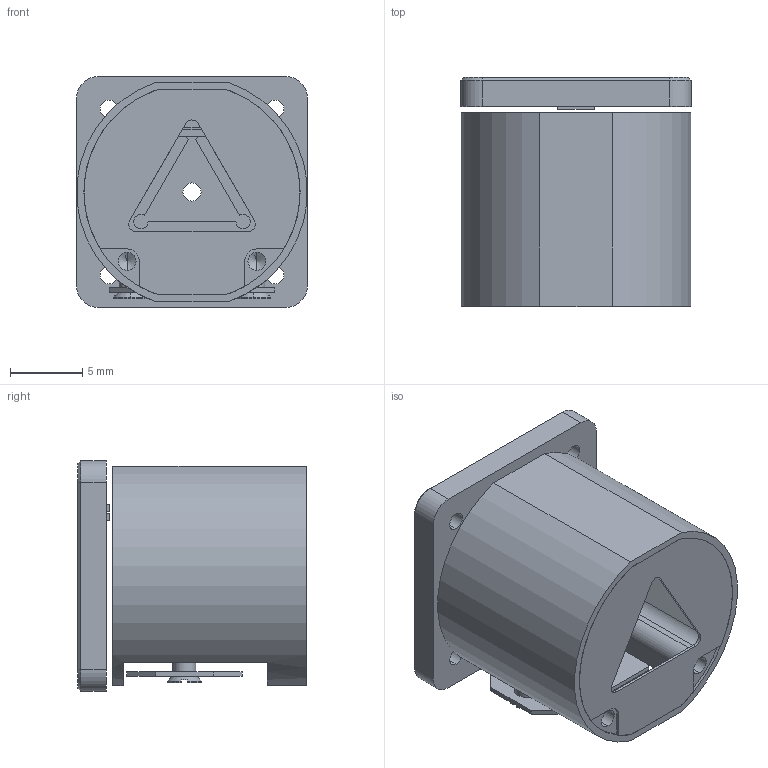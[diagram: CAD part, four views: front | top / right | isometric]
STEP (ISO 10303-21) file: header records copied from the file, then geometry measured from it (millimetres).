
FILE_DESCRIPTION (( 'STEP AP214' ), '1' );
FILE_NAME ('Linear16-Z-3DSTP.STEP', '2021-09-17T04:50:59', ( '' ), ( '' ), 'SwSTEP 2.0', 'SolidWorks 2020', '' );
FILE_SCHEMA (( 'AUTOMOTIVE_DESIGN' ));
Length unit declared in the file: millimetre
Products named in the file (8): 葩璃 翋极^Linear16-Z-3DSTP; 葩璃 Z結啣2^Linear16-Z-3DSTP; 葩璃 Z結啣1^Linear16-Z-3DSTP; 葩璃 M1.6-D2.5L3.5T0.5^Linear16-Z-3DSTP; 葩璃 鎀肣裔啣^Linear16-Z-3DSTP; Linear16-Z-3DSTP; ¸´¼þ PEEKµæ^Linear16-Z-3DSTP; 葩璃 table ver2^Linear16-Z-3DSTP
Assembly tree (9 placements, depth 2):
  Linear16-Z-3DSTP
    葩璃 翋极^Linear16-Z-3DSTP
    葩璃 鎀肣裔啣^Linear16-Z-3DSTP
    葩璃 table ver2^Linear16-Z-3DSTP
    葩璃 M1.6-D2.5L3.5T0.5^Linear16-Z-3DSTP  x2
    ¸´¼þ PEEKµæ^Linear16-Z-3DSTP  x2
    葩璃 Z結啣2^Linear16-Z-3DSTP
    葩璃 Z結啣1^Linear16-Z-3DSTP
Bounding box: 16 x 15.86 x 16 mm (x, y, z)
Volume: 1522.9 mm3; surface area: 2817.2 mm2
Topology: 9 solids, 9 shells, 225 faces, 598 edges, 388 vertices
Faces by surface type: plane 114, cylinder 91, cone 20
Entity records: 7107 total; most frequent: CARTESIAN_POINT 1195, DIRECTION 1167, ORIENTED_EDGE 1104, EDGE_CURVE 552, AXIS2_PLACEMENT_3D 409, VERTEX_POINT 361, VECTOR 349, LINE 349
